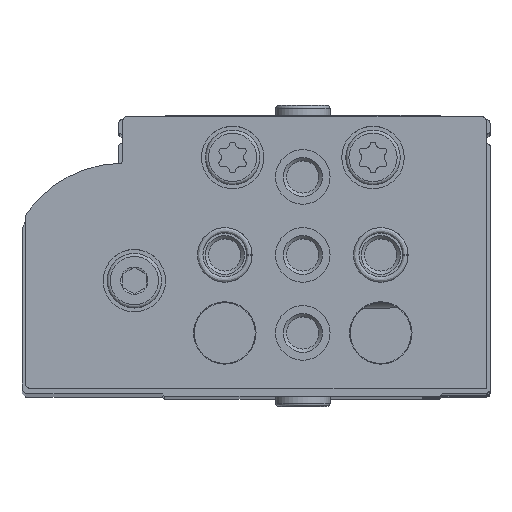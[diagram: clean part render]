
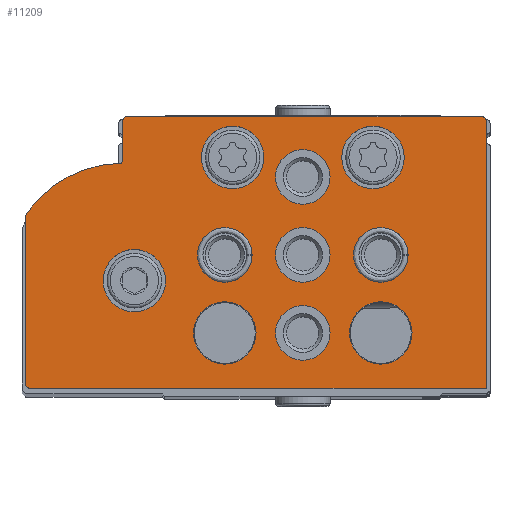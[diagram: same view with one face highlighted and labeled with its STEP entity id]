
A CAD part, top view. The second image highlights one B-rep face of the part: STEP entity #11209.
In plain terms, the highlighted face is planar.
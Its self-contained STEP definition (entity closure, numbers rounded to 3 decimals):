
#1142=LINE('',#19054,#1953);
#1144=LINE('',#19058,#1955);
#1147=LINE('',#19066,#1958);
#1152=LINE('',#19082,#1963);
#1155=LINE('',#19090,#1966);
#1953=VECTOR('',#15438,1000.);
#1955=VECTOR('',#15442,1000.);
#1958=VECTOR('',#15451,1000.);
#1963=VECTOR('',#15470,1000.);
#1966=VECTOR('',#15479,1000.);
#4259=ORIENTED_EDGE('',*,*,#6215,.T.);
#4260=ORIENTED_EDGE('',*,*,#6216,.T.);
#4261=ORIENTED_EDGE('',*,*,#6217,.T.);
#4262=ORIENTED_EDGE('',*,*,#6218,.T.);
#4263=ORIENTED_EDGE('',*,*,#6219,.T.);
#4264=ORIENTED_EDGE('',*,*,#6220,.T.);
#4265=ORIENTED_EDGE('',*,*,#6221,.T.);
#4266=ORIENTED_EDGE('',*,*,#6222,.T.);
#4267=ORIENTED_EDGE('',*,*,#6223,.T.);
#4268=ORIENTED_EDGE('',*,*,#6224,.T.);
#4269=ORIENTED_EDGE('',*,*,#6192,.F.);
#4270=ORIENTED_EDGE('',*,*,#6213,.F.);
#4271=ORIENTED_EDGE('',*,*,#6211,.F.);
#4272=ORIENTED_EDGE('',*,*,#6209,.F.);
#4273=ORIENTED_EDGE('',*,*,#6207,.T.);
#4274=ORIENTED_EDGE('',*,*,#6205,.F.);
#4275=ORIENTED_EDGE('',*,*,#6203,.F.);
#4276=ORIENTED_EDGE('',*,*,#6201,.F.);
#4277=ORIENTED_EDGE('',*,*,#6199,.F.);
#4278=ORIENTED_EDGE('',*,*,#6197,.F.);
#4279=ORIENTED_EDGE('',*,*,#6195,.F.);
#6192=EDGE_CURVE('',#7406,#7407,#8097,.T.);
#6195=EDGE_CURVE('',#7407,#7408,#1142,.T.);
#6197=EDGE_CURVE('',#7408,#7409,#1144,.T.);
#6199=EDGE_CURVE('',#7409,#7410,#8098,.T.);
#6201=EDGE_CURVE('',#7410,#7411,#1147,.T.);
#6203=EDGE_CURVE('',#7411,#7412,#8099,.T.);
#6205=EDGE_CURVE('',#7412,#7413,#8100,.T.);
#6207=EDGE_CURVE('',#7414,#7413,#8101,.T.);
#6209=EDGE_CURVE('',#7414,#7415,#1152,.T.);
#6211=EDGE_CURVE('',#7415,#7416,#8102,.T.);
#6213=EDGE_CURVE('',#7416,#7406,#1155,.T.);
#6215=EDGE_CURVE('',#7417,#7417,#8103,.T.);
#6216=EDGE_CURVE('',#7418,#7418,#8104,.T.);
#6217=EDGE_CURVE('',#7419,#7419,#8105,.T.);
#6218=EDGE_CURVE('',#7420,#7420,#8106,.T.);
#6219=EDGE_CURVE('',#7421,#7421,#8107,.T.);
#6220=EDGE_CURVE('',#7422,#7422,#8108,.T.);
#6221=EDGE_CURVE('',#7423,#7423,#8109,.T.);
#6222=EDGE_CURVE('',#7424,#7424,#8110,.T.);
#6223=EDGE_CURVE('',#7425,#7425,#8111,.T.);
#6224=EDGE_CURVE('',#7426,#7426,#8112,.T.);
#7406=VERTEX_POINT('',#19049);
#7407=VERTEX_POINT('',#19050);
#7408=VERTEX_POINT('',#19055);
#7409=VERTEX_POINT('',#19059);
#7410=VERTEX_POINT('',#19063);
#7411=VERTEX_POINT('',#19067);
#7412=VERTEX_POINT('',#19071);
#7413=VERTEX_POINT('',#19075);
#7414=VERTEX_POINT('',#19079);
#7415=VERTEX_POINT('',#19083);
#7416=VERTEX_POINT('',#19087);
#7417=VERTEX_POINT('',#19094);
#7418=VERTEX_POINT('',#19096);
#7419=VERTEX_POINT('',#19098);
#7420=VERTEX_POINT('',#19100);
#7421=VERTEX_POINT('',#19102);
#7422=VERTEX_POINT('',#19104);
#7423=VERTEX_POINT('',#19106);
#7424=VERTEX_POINT('',#19108);
#7425=VERTEX_POINT('',#19110);
#7426=VERTEX_POINT('',#19112);
#8097=CIRCLE('',#12597,0.5);
#8098=CIRCLE('',#12601,0.5);
#8099=CIRCLE('',#12604,1.);
#8100=CIRCLE('',#12606,15.);
#8101=CIRCLE('',#12608,0.3);
#8102=CIRCLE('',#12611,0.5);
#8103=CIRCLE('',#12614,4.);
#8104=CIRCLE('',#12615,4.);
#8105=CIRCLE('',#12616,4.);
#8106=CIRCLE('',#12617,3.5);
#8107=CIRCLE('',#12618,3.5);
#8108=CIRCLE('',#12619,3.5);
#8109=CIRCLE('',#12620,3.5);
#8110=CIRCLE('',#12621,3.5);
#8111=CIRCLE('',#12622,4.);
#8112=CIRCLE('',#12623,4.);
#8987=EDGE_LOOP('',(#4259));
#8988=EDGE_LOOP('',(#4260));
#8989=EDGE_LOOP('',(#4261));
#8990=EDGE_LOOP('',(#4262));
#8991=EDGE_LOOP('',(#4263));
#8992=EDGE_LOOP('',(#4264));
#8993=EDGE_LOOP('',(#4265));
#8994=EDGE_LOOP('',(#4266));
#8995=EDGE_LOOP('',(#4267));
#8996=EDGE_LOOP('',(#4268));
#8997=EDGE_LOOP('',(#4269,#4270,#4271,#4272,#4273,#4274,#4275,#4276,#4277,
#4278,#4279));
#10041=FACE_BOUND('',#8987,.T.);
#10042=FACE_BOUND('',#8988,.T.);
#10043=FACE_BOUND('',#8989,.T.);
#10044=FACE_BOUND('',#8990,.T.);
#10045=FACE_BOUND('',#8991,.T.);
#10046=FACE_BOUND('',#8992,.T.);
#10047=FACE_BOUND('',#8993,.T.);
#10048=FACE_BOUND('',#8994,.T.);
#10049=FACE_BOUND('',#8995,.T.);
#10050=FACE_BOUND('',#8996,.T.);
#10051=FACE_BOUND('',#8997,.T.);
#10662=PLANE('',#12613);
#11209=ADVANCED_FACE('',(#10041,#10042,#10043,#10044,#10045,#10046,#10047,
#10048,#10049,#10050,#10051),#10662,.F.);
#12597=AXIS2_PLACEMENT_3D('',#19048,#15432,#15433);
#12601=AXIS2_PLACEMENT_3D('',#19062,#15446,#15447);
#12604=AXIS2_PLACEMENT_3D('',#19070,#15455,#15456);
#12606=AXIS2_PLACEMENT_3D('',#19074,#15460,#15461);
#12608=AXIS2_PLACEMENT_3D('',#19078,#15465,#15466);
#12611=AXIS2_PLACEMENT_3D('',#19086,#15474,#15475);
#12613=AXIS2_PLACEMENT_3D('',#19092,#15481,#15482);
#12614=AXIS2_PLACEMENT_3D('',#19093,#15483,#15484);
#12615=AXIS2_PLACEMENT_3D('',#19095,#15485,#15486);
#12616=AXIS2_PLACEMENT_3D('',#19097,#15487,#15488);
#12617=AXIS2_PLACEMENT_3D('',#19099,#15489,#15490);
#12618=AXIS2_PLACEMENT_3D('',#19101,#15491,#15492);
#12619=AXIS2_PLACEMENT_3D('',#19103,#15493,#15494);
#12620=AXIS2_PLACEMENT_3D('',#19105,#15495,#15496);
#12621=AXIS2_PLACEMENT_3D('',#19107,#15497,#15498);
#12622=AXIS2_PLACEMENT_3D('',#19109,#15499,#15500);
#12623=AXIS2_PLACEMENT_3D('',#19111,#15501,#15502);
#15432=DIRECTION('',(0.,0.,1.));
#15433=DIRECTION('',(1.,0.,0.));
#15438=DIRECTION('',(0.,-1.,0.));
#15442=DIRECTION('',(1.,0.,0.));
#15446=DIRECTION('',(0.,0.,1.));
#15447=DIRECTION('',(1.,0.,0.));
#15451=DIRECTION('',(0.,1.,0.));
#15455=DIRECTION('',(0.,0.,1.));
#15456=DIRECTION('',(1.,0.,0.));
#15460=DIRECTION('',(0.,0.,1.));
#15461=DIRECTION('',(1.,0.,0.));
#15465=DIRECTION('',(0.,0.,1.));
#15466=DIRECTION('',(1.,0.,0.));
#15470=DIRECTION('',(0.,1.,0.));
#15474=DIRECTION('',(0.,0.,1.));
#15475=DIRECTION('',(1.,0.,0.));
#15479=DIRECTION('',(-1.,0.,0.));
#15481=DIRECTION('',(0.,0.,1.));
#15482=DIRECTION('',(1.,0.,0.));
#15483=DIRECTION('',(0.,0.,1.));
#15484=DIRECTION('',(1.,0.,0.));
#15485=DIRECTION('',(0.,0.,1.));
#15486=DIRECTION('',(1.,0.,0.));
#15487=DIRECTION('',(0.,0.,1.));
#15488=DIRECTION('',(1.,0.,0.));
#15489=DIRECTION('',(0.,0.,1.));
#15490=DIRECTION('',(1.,0.,0.));
#15491=DIRECTION('',(0.,0.,1.));
#15492=DIRECTION('',(1.,0.,0.));
#15493=DIRECTION('',(0.,0.,1.));
#15494=DIRECTION('',(1.,0.,0.));
#15495=DIRECTION('',(0.,0.,1.));
#15496=DIRECTION('',(1.,0.,0.));
#15497=DIRECTION('',(0.,0.,1.));
#15498=DIRECTION('',(1.,0.,0.));
#15499=DIRECTION('',(0.,0.,1.));
#15500=DIRECTION('',(1.,0.,0.));
#15501=DIRECTION('',(0.,0.,1.));
#15502=DIRECTION('',(1.,0.,0.));
#19048=CARTESIAN_POINT('',(0.5,34.3,0.));
#19049=CARTESIAN_POINT('',(0.5,34.8,0.));
#19050=CARTESIAN_POINT('',(0.,34.3,0.));
#19054=CARTESIAN_POINT('',(0.,34.3,0.));
#19055=CARTESIAN_POINT('',(0.,0.,0.));
#19058=CARTESIAN_POINT('',(0.,0.,0.));
#19059=CARTESIAN_POINT('',(58.5,0.,0.));
#19062=CARTESIAN_POINT('',(58.5,0.5,0.));
#19063=CARTESIAN_POINT('',(59.,0.5,0.));
#19066=CARTESIAN_POINT('',(59.,0.5,0.));
#19067=CARTESIAN_POINT('',(59.,21.976,0.));
#19070=CARTESIAN_POINT('',(58.,21.976,0.));
#19071=CARTESIAN_POINT('',(58.814,22.557,0.));
#19074=CARTESIAN_POINT('',(46.6,13.85,0.));
#19075=CARTESIAN_POINT('',(46.894,28.847,0.));
#19078=CARTESIAN_POINT('',(46.9,29.147,0.));
#19079=CARTESIAN_POINT('',(46.6,29.147,0.));
#19082=CARTESIAN_POINT('',(46.6,29.147,0.));
#19083=CARTESIAN_POINT('',(46.6,34.3,0.));
#19086=CARTESIAN_POINT('',(46.1,34.3,0.));
#19087=CARTESIAN_POINT('',(46.1,34.8,0.));
#19090=CARTESIAN_POINT('',(46.1,34.8,0.));
#19092=CARTESIAN_POINT('',(0.5,34.3,0.));
#19093=CARTESIAN_POINT('',(45.1,13.8,0.));
#19094=CARTESIAN_POINT('',(49.1,13.8,0.));
#19095=CARTESIAN_POINT('',(32.5,29.6,0.));
#19096=CARTESIAN_POINT('',(36.5,29.6,0.));
#19097=CARTESIAN_POINT('',(14.5,29.6,0.));
#19098=CARTESIAN_POINT('',(18.5,29.6,0.));
#19099=CARTESIAN_POINT('',(23.5,27.1,0.));
#19100=CARTESIAN_POINT('',(27.,27.1,0.));
#19101=CARTESIAN_POINT('',(33.5,17.1,0.));
#19102=CARTESIAN_POINT('',(37.,17.1,0.));
#19103=CARTESIAN_POINT('',(23.5,17.1,0.));
#19104=CARTESIAN_POINT('',(27.,17.1,0.));
#19105=CARTESIAN_POINT('',(13.5,17.1,0.));
#19106=CARTESIAN_POINT('',(17.,17.1,0.));
#19107=CARTESIAN_POINT('',(23.5,7.1,0.));
#19108=CARTESIAN_POINT('',(27.,7.1,0.));
#19109=CARTESIAN_POINT('',(33.5,7.1,0.));
#19110=CARTESIAN_POINT('',(37.5,7.1,0.));
#19111=CARTESIAN_POINT('',(13.5,7.1,0.));
#19112=CARTESIAN_POINT('',(17.5,7.1,0.));
